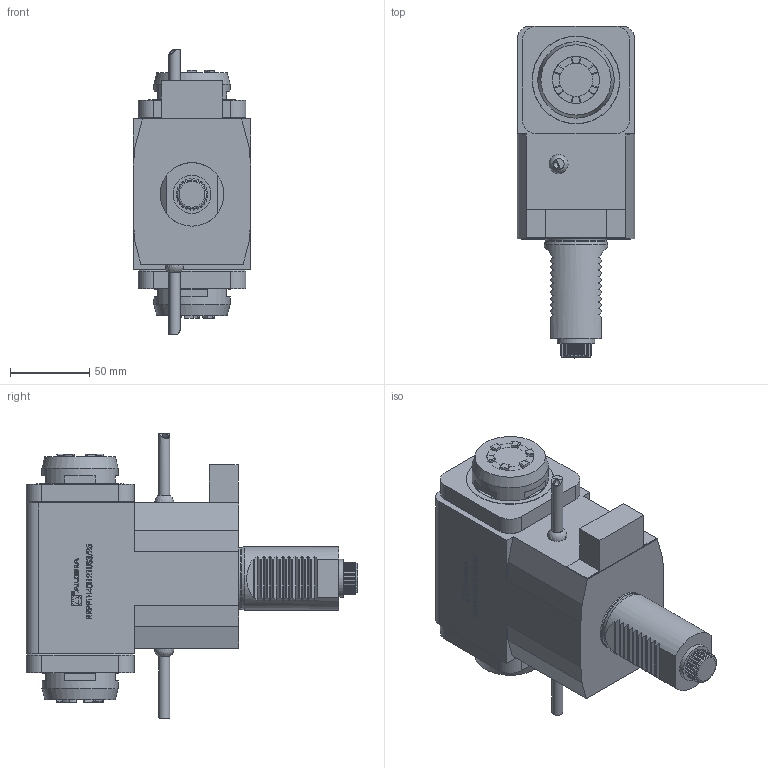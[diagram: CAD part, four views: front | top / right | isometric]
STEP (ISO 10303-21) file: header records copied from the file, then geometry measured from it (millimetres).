
FILE_DESCRIPTION (( 'STEP AP214' ), '1' );
FILE_NAME ('RRPPTH40I121US325.STEP', '2025-11-08T07:10:32', ( '' ), ( '' ), 'SwSTEP 2.0', 'SolidWorks 2023', '' );
FILE_SCHEMA (( 'AUTOMOTIVE_DESIGN' ));
Length unit declared in the file: millimetre
Products named in the file (1): RRPPTH40I121US325
Bounding box: 74 x 209 x 180 mm (x, y, z)
Volume: 1173977.4 mm3; surface area: 90685.4 mm2
Topology: 3 solids, 5 shells, 993 faces, 2674 edges, 1775 vertices
Faces by surface type: plane 572, bspline 220, cylinder 172, cone 24, torus 3, sphere 2
Full cylindrical faces by diameter (mm): 1.7 x1, 2.05 x1, 2.1 x1, 4 x2, 6.366 x1, 7 x2, 21 x2, 23.9 x1, 26 x1, 29.5 x2, 30.4 x1, 32 x2, 38.7 x1, 40 x1, 48 x2
Entity records: 45997 total; most frequent: CARTESIAN_POINT 19687, ORIENTED_EDGE 5200, DIRECTION 3761, EDGE_CURVE 2600, VERTEX_POINT 1745, VECTOR 1435, LINE 1435, AXIS2_PLACEMENT_3D 1163
